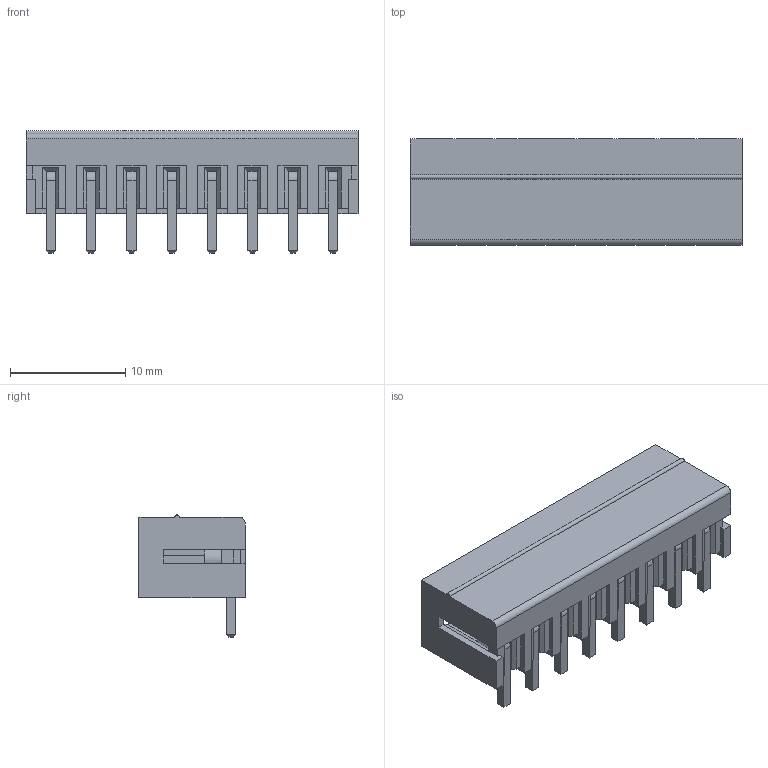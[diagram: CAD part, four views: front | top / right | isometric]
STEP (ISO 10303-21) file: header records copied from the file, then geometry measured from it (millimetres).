
FILE_DESCRIPTION(/* description */ (''),/* implementation_level */ '2;1');
FILE_NAME(/* name */ 'ECH350R-08P.stp',/* time_stamp */ '2021-07-20T18:39:17-03:00',/* author */ ('Mayco'),/* organization */ (''),/* preprocessor_version */ 'ST-DEVELOPER v18.1',/* originating_system */ 'Autodesk Inventor 2021',/* authorisation */ '');
FILE_SCHEMA (('AUTOMOTIVE_DESIGN { 1 0 10303 214 3 1 1 }'));
Length unit declared in the file: millimetre
Products named in the file (3): ECH350R-08P; ECH350R-08P body; contact
Assembly tree (9 placements, depth 2):
  ECH350R-08P
    ECH350R-08P body
    contact  x8
Bounding box: 28.8 x 9.2 x 10.6 mm (x, y, z)
Volume: 878.2 mm3; surface area: 3020.2 mm2
Topology: 9 solids, 9 shells, 441 faces, 1173 edges, 746 vertices
Faces by surface type: plane 415, cylinder 26
Full cylindrical faces by diameter (mm): 2.2 x8
Entity records: 10427 total; most frequent: CARTESIAN_POINT 1840, ORIENTED_EDGE 1828, DIRECTION 1628, EDGE_CURVE 914, LINE 868, VECTOR 868, VERTEX_POINT 592, AXIS2_PLACEMENT_3D 380
